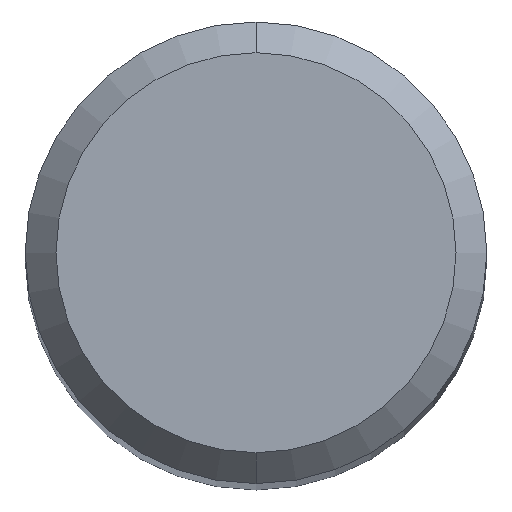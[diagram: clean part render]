
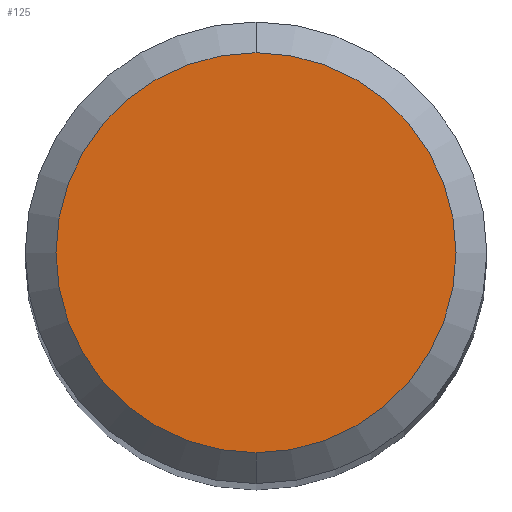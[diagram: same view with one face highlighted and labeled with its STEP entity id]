
A CAD part, top view. The second image highlights one B-rep face of the part: STEP entity #125.
In plain terms, the highlighted planar face has unit normal (0, 0, 1).
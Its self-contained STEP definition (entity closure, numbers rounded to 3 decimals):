
#125=ADVANCED_FACE('',(#282),#283,.T.);
#153=VERTEX_POINT('',#313);
#155=EDGE_CURVE('',#153,#227,#315,.T.);
#175=EDGE_CURVE('',#227,#153,#337,.T.);
#227=VERTEX_POINT('',#395);
#282=FACE_OUTER_BOUND('',#448,.T.);
#283=PLANE('',#449);
#313=CARTESIAN_POINT('',(0.,-2.6,0.0));
#315=CIRCLE('',#492,2.6);
#337=CIRCLE('',#522,2.6);
#395=CARTESIAN_POINT('',(0.0,2.6,0.0));
#448=EDGE_LOOP('',(#658,#659));
#449=AXIS2_PLACEMENT_3D('',#660,#661,#662);
#492=AXIS2_PLACEMENT_3D('',#686,#687,#688);
#522=AXIS2_PLACEMENT_3D('',#719,#720,#721);
#658=ORIENTED_EDGE('',*,*,#175,.F.);
#659=ORIENTED_EDGE('',*,*,#155,.F.);
#660=CARTESIAN_POINT('',(0.0,1.3,0.0));
#661=DIRECTION('',(-0.0,0.0,1.0));
#662=DIRECTION('',(0.0,-1.0,0.0));
#686=CARTESIAN_POINT('',(0.0,0.0,0.0));
#687=DIRECTION('',(0.0,0.0,-1.0));
#688=DIRECTION('',(0.0,1.0,0.0));
#719=CARTESIAN_POINT('',(0.0,0.0,0.0));
#720=DIRECTION('',(0.0,0.0,-1.0));
#721=DIRECTION('',(0.0,1.0,0.0));
